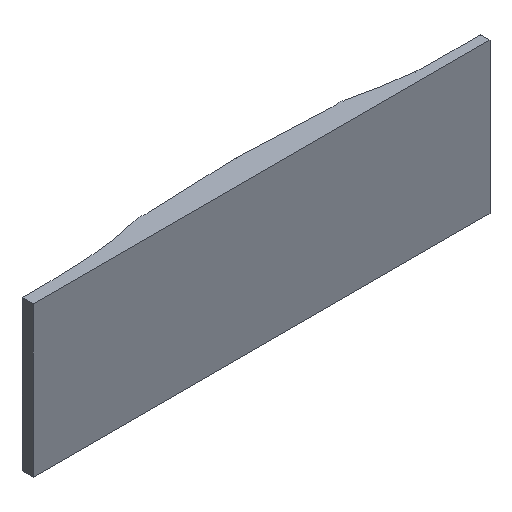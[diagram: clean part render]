
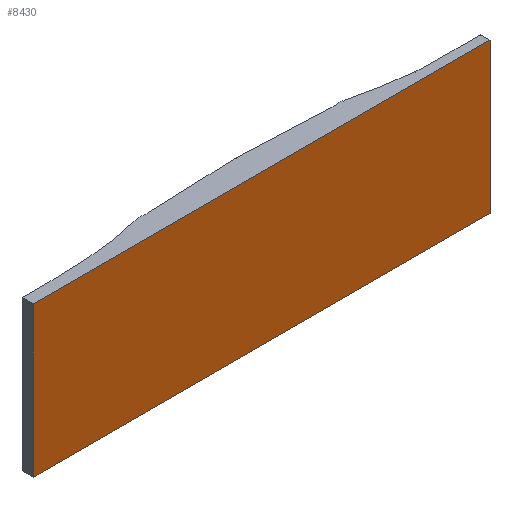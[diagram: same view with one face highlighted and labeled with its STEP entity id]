
A CAD part, isometric view. The second image highlights one B-rep face of the part: STEP entity #8430.
In plain terms, the highlighted planar face has unit normal (0, -1, 0).
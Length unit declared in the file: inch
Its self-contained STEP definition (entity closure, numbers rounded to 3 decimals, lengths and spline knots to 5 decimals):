
#178 = LINE ( 'NONE', #3920, #4315 ) ;
#770 = ORIENTED_EDGE ( 'NONE', *, *, #10280, .F. ) ;
#943 = LINE ( 'NONE', #3479, #6228 ) ;
#2142 = EDGE_CURVE ( 'NONE', #4756, #5557, #9926, .T. ) ;
#2407 = CARTESIAN_POINT ( 'NONE',  ( -25.9503, -1., 8.52637 ) ) ;
#2494 = DIRECTION ( 'NONE',  ( 0., 0., -1. ) ) ;
#3193 = CARTESIAN_POINT ( 'NONE',  ( -25.9503, -1., 8.52637 ) ) ;
#3479 = CARTESIAN_POINT ( 'NONE',  ( -25.9503, -1., 8.52637 ) ) ;
#3514 = DIRECTION ( 'NONE',  ( 0., 0., 1. ) ) ;
#3778 = CARTESIAN_POINT ( 'NONE',  ( -25.9503, -1., -8.52637 ) ) ;
#3920 = CARTESIAN_POINT ( 'NONE',  ( -25.9503, -1., -8.52637 ) ) ;
#4087 = DIRECTION ( 'NONE',  ( 0., 0., -1. ) ) ;
#4315 = VECTOR ( 'NONE', #6403, 39.37008 ) ;
#4756 = VERTEX_POINT ( 'NONE', #3193 ) ;
#5445 = ORIENTED_EDGE ( 'NONE', *, *, #9307, .F. ) ;
#5460 = EDGE_CURVE ( 'NONE', #6856, #6622, #178, .T. ) ;
#5557 = VERTEX_POINT ( 'NONE', #7234 ) ;
#5672 = PLANE ( 'NONE',  #7994 ) ;
#6228 = VECTOR ( 'NONE', #3514, 39.37008 ) ;
#6403 = DIRECTION ( 'NONE',  ( -1., 0., 0. ) ) ;
#6622 = VERTEX_POINT ( 'NONE', #3778 ) ;
#6723 = CARTESIAN_POINT ( 'NONE',  ( 25.9503, -1., -8.52637 ) ) ;
#6856 = VERTEX_POINT ( 'NONE', #6723 ) ;
#7018 = VECTOR ( 'NONE', #4087, 39.37008 ) ;
#7209 = ORIENTED_EDGE ( 'NONE', *, *, #5460, .F. ) ;
#7234 = CARTESIAN_POINT ( 'NONE',  ( 25.9503, -1., 8.52637 ) ) ;
#7336 = DIRECTION ( 'NONE',  ( 0., -1., 0. ) ) ;
#7994 = AXIS2_PLACEMENT_3D ( 'NONE', #10563, #7336, #2494 ) ;
#8371 = EDGE_LOOP ( 'NONE', ( #770, #10180, #5445, #7209 ) ) ;
#8430 = ADVANCED_FACE ( 'NONE', ( #10238 ), #5672, .T. ) ;
#8637 = VECTOR ( 'NONE', #10548, 39.37008 ) ;
#8783 = LINE ( 'NONE', #10587, #7018 ) ;
#9307 = EDGE_CURVE ( 'NONE', #6622, #4756, #943, .T. ) ;
#9926 = LINE ( 'NONE', #2407, #8637 ) ;
#10180 = ORIENTED_EDGE ( 'NONE', *, *, #2142, .F. ) ;
#10238 = FACE_OUTER_BOUND ( 'NONE', #8371, .T. ) ;
#10280 = EDGE_CURVE ( 'NONE', #5557, #6856, #8783, .T. ) ;
#10548 = DIRECTION ( 'NONE',  ( 1., 0., 0. ) ) ;
#10563 = CARTESIAN_POINT ( 'NONE',  ( 0., -1., 0. ) ) ;
#10587 = CARTESIAN_POINT ( 'NONE',  ( 25.9503, -1., 8.52637 ) ) ;
